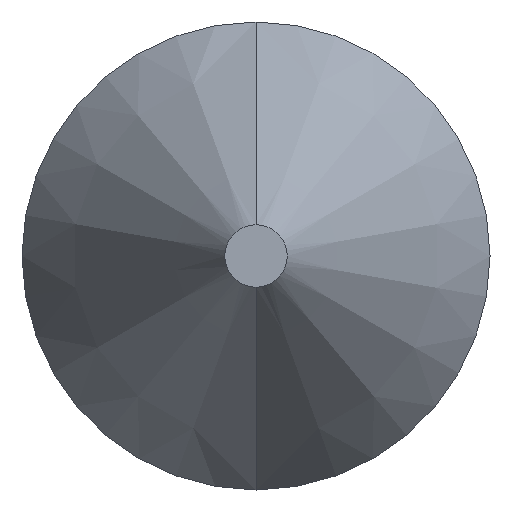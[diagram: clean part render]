
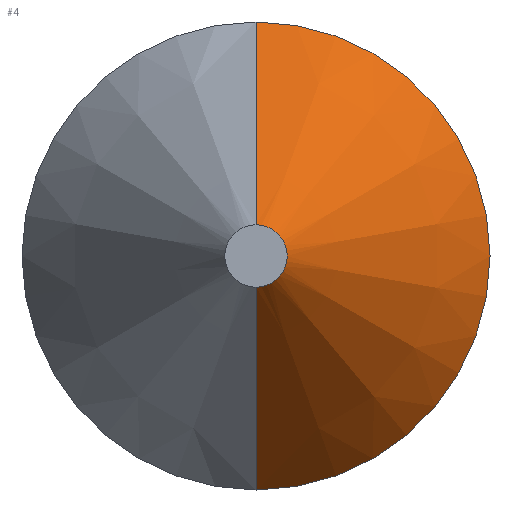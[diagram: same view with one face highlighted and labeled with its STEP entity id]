
A CAD part, front view. The second image highlights one B-rep face of the part: STEP entity #4.
In plain terms, the highlighted conical face has half-angle 30 degrees and reference radius 1.27 mm.
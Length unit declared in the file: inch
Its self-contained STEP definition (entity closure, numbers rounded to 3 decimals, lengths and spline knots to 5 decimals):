
#4 = ADVANCED_FACE ( 'NONE', ( #119 ), #21, .T. ) ;
#10 = VERTEX_POINT ( 'NONE', #152 ) ;
#12 = ORIENTED_EDGE ( 'NONE', *, *, #198, .T. ) ;
#21 = CONICAL_SURFACE ( 'NONE', #250, 0.05, 0.524 ) ;
#30 = VECTOR ( 'NONE', #135, 39.37008 ) ;
#31 = VERTEX_POINT ( 'NONE', #300 ) ;
#47 = CARTESIAN_POINT ( 'NONE',  ( 0., 0., -0.05 ) ) ;
#66 = CARTESIAN_POINT ( 'NONE',  ( 0., 0.56292, -0.375 ) ) ;
#67 = VECTOR ( 'NONE', #140, 39.37008 ) ;
#68 = DIRECTION ( 'NONE',  ( 0., 1., 0. ) ) ;
#73 = CARTESIAN_POINT ( 'NONE',  ( 0., 0.56292, 0. ) ) ;
#80 = ORIENTED_EDGE ( 'NONE', *, *, #151, .F. ) ;
#98 = CARTESIAN_POINT ( 'NONE',  ( 0., 0., 0. ) ) ;
#117 = CIRCLE ( 'NONE', #216, 0.05 ) ;
#119 = FACE_OUTER_BOUND ( 'NONE', #223, .T. ) ;
#123 = VERTEX_POINT ( 'NONE', #205 ) ;
#135 = DIRECTION ( 'NONE',  ( 0., 0.866, -0.5 ) ) ;
#140 = DIRECTION ( 'NONE',  ( 0., 0.866, 0.5 ) ) ;
#151 = EDGE_CURVE ( 'NONE', #31, #123, #206, .T. ) ;
#152 = CARTESIAN_POINT ( 'NONE',  ( 0., 0., -0.05 ) ) ;
#187 = DIRECTION ( 'NONE',  ( 0., 0., -1. ) ) ;
#189 = DIRECTION ( 'NONE',  ( 0., -1., 0. ) ) ;
#198 = EDGE_CURVE ( 'NONE', #289, #123, #203, .T. ) ;
#203 = CIRCLE ( 'NONE', #241, 0.375 ) ;
#205 = CARTESIAN_POINT ( 'NONE',  ( 0., 0.56292, 0.375 ) ) ;
#206 = LINE ( 'NONE', #235, #67 ) ;
#207 = EDGE_CURVE ( 'NONE', #10, #289, #214, .T. ) ;
#214 = LINE ( 'NONE', #47, #30 ) ;
#216 = AXIS2_PLACEMENT_3D ( 'NONE', #249, #304, #187 ) ;
#219 = ORIENTED_EDGE ( 'NONE', *, *, #307, .F. ) ;
#223 = EDGE_LOOP ( 'NONE', ( #219, #258, #12, #80 ) ) ;
#228 = DIRECTION ( 'NONE',  ( 0., 0., 1. ) ) ;
#235 = CARTESIAN_POINT ( 'NONE',  ( 0., 0., 0.05 ) ) ;
#241 = AXIS2_PLACEMENT_3D ( 'NONE', #73, #189, #252 ) ;
#249 = CARTESIAN_POINT ( 'NONE',  ( 0., 0., 0. ) ) ;
#250 = AXIS2_PLACEMENT_3D ( 'NONE', #98, #68, #228 ) ;
#252 = DIRECTION ( 'NONE',  ( 0., 0., -1. ) ) ;
#258 = ORIENTED_EDGE ( 'NONE', *, *, #207, .T. ) ;
#289 = VERTEX_POINT ( 'NONE', #66 ) ;
#300 = CARTESIAN_POINT ( 'NONE',  ( 0., 0., 0.05 ) ) ;
#304 = DIRECTION ( 'NONE',  ( 0., -1., 0. ) ) ;
#307 = EDGE_CURVE ( 'NONE', #10, #31, #117, .T. ) ;
